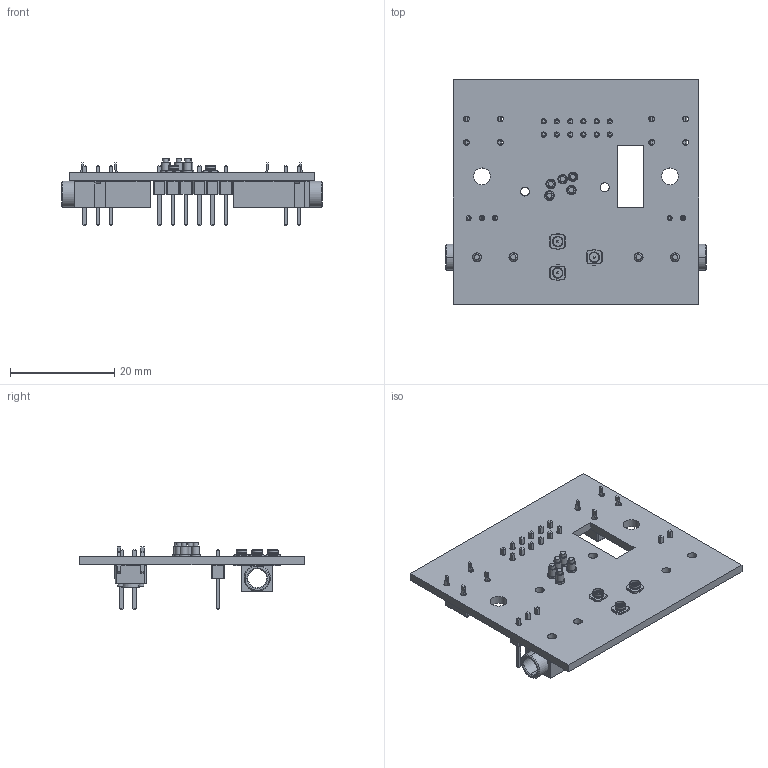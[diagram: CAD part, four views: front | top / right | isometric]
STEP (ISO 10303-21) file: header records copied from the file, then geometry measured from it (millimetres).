
FILE_DESCRIPTION(('KiCad electronic assembly'),'2;1');
FILE_NAME('Programmer_Board.step','2020-08-02T20:13:34',('An Author'),( 'A Company'),'Open CASCADE STEP processor 6.9', 'KiCad to STEP converter','Unknown');
FILE_SCHEMA(('AUTOMOTIVE_DESIGN { 1 0 10303 214 1 1 1 1 }'));
Length unit declared in the file: millimetre
Products named in the file (16): Open CASCADE STEP translator 6.9 1; Preci-Dip_90174-AS_v2; SOLID; PinHeader_2x06_P2.54mm_Vertical; SW_PUSH_6mm; CUI_DEVICES_SJ-3523-SMT-TR; U.FL_Hirose_U.FL-R-SMT-1_Vertical; PinHeader_1x03_P2.54mm_Vertical; PinHeader_1x02_P2.54mm_Vertical; COMPOUND
Assembly tree (23 placements, depth 3):
  Open CASCADE STEP translator 6.9 1
    Preci-Dip_90174-AS_v2  x5
      SOLID
    PinHeader_2x06_P2.54mm_Vertical
      SOLID
    SW_PUSH_6mm  x2
      SOLID
    CUI_DEVICES_SJ-3523-SMT-TR  x2
      SOLID
    U.FL_Hirose_U.FL-R-SMT-1_Vertical  x3
      SOLID
    PinHeader_1x03_P2.54mm_Vertical
      SOLID
    PinHeader_1x02_P2.54mm_Vertical
      SOLID
    COMPOUND
Bounding box: 50 x 43 x 12.94 mm (x, y, z)
Volume: 4283.2 mm3; surface area: 7011.1 mm2
Topology: 16 solids, 16 shells, 948 faces, 2329 edges, 1476 vertices
Faces by surface type: plane 735, cylinder 183, cone 17, torus 10, sphere 3
Full cylindrical faces by diameter (mm): 0.4 x3, 1 x30, 1.1 x8, 1.48 x5, 1.7 x6, 1.8 x3, 1.83 x5, 1.92 x3, 2 x6, 3.2 x2, 3.5 x2
Entity records: 44393 total; most frequent: CARTESIAN_POINT 7408, DIRECTION 6246, LINE 4376, VECTOR 4376, ORIENTED_EDGE 3202, PCURVE 3202, DEFINITIONAL_REPRESENTATION 3202, EDGE_CURVE 1601
